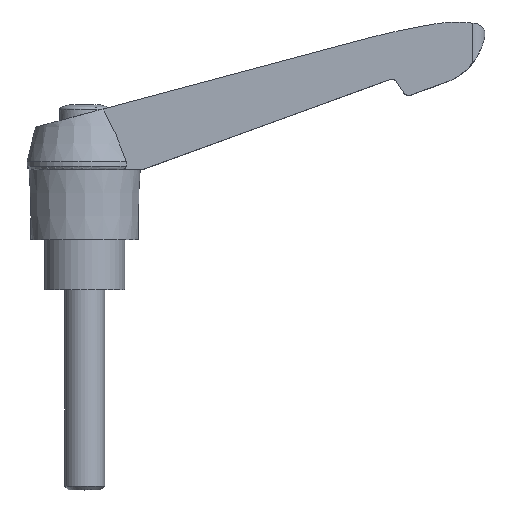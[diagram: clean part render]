
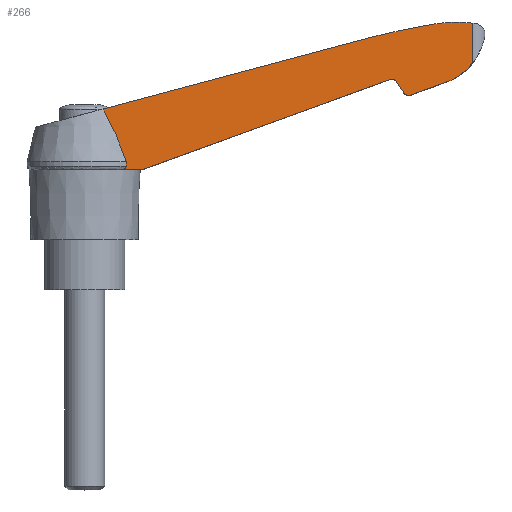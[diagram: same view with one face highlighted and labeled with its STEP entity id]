
A CAD part, top view. The second image highlights one B-rep face of the part: STEP entity #266.
In plain terms, the highlighted planar face has unit normal (0.034, 0, 0.999).
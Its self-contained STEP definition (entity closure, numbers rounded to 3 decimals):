
#266 = ADVANCED_FACE( '', ( #540 ), #541, .F. );
#540 = FACE_OUTER_BOUND( '', #809, .T. );
#541 = PLANE( '', #810 );
#809 = EDGE_LOOP( '', ( #1548, #1549, #1550, #1551, #1552, #1553, #1554, #1555, #1556, #1557, #1558, #1559, #1560, #1561, #1562 ) );
#810 = AXIS2_PLACEMENT_3D( '', #1563, #1564, #1565 );
#1548 = ORIENTED_EDGE( '', *, *, #1745, .F. );
#1549 = ORIENTED_EDGE( '', *, *, #1828, .T. );
#1550 = ORIENTED_EDGE( '', *, *, #1779, .F. );
#1551 = ORIENTED_EDGE( '', *, *, #1904, .F. );
#1552 = ORIENTED_EDGE( '', *, *, #1723, .T. );
#1553 = ORIENTED_EDGE( '', *, *, #1876, .F. );
#1554 = ORIENTED_EDGE( '', *, *, #1656, .F. );
#1555 = ORIENTED_EDGE( '', *, *, #1865, .F. );
#1556 = ORIENTED_EDGE( '', *, *, #1842, .F. );
#1557 = ORIENTED_EDGE( '', *, *, #1776, .F. );
#1558 = ORIENTED_EDGE( '', *, *, #1860, .F. );
#1559 = ORIENTED_EDGE( '', *, *, #1881, .F. );
#1560 = ORIENTED_EDGE( '', *, *, #1820, .F. );
#1561 = ORIENTED_EDGE( '', *, *, #1605, .F. );
#1562 = ORIENTED_EDGE( '', *, *, #1772, .F. );
#1563 = CARTESIAN_POINT( '', ( 0., 58.5, 8.22 ) );
#1564 = DIRECTION( '', ( -0.034, 0., -0.999 ) );
#1565 = DIRECTION( '', ( -0.999, 0., 0.034 ) );
#1605 = EDGE_CURVE( '', #1911, #1912, #1913, .T. );
#1656 = EDGE_CURVE( '', #2001, #1994, #2003, .T. );
#1723 = EDGE_CURVE( '', #2117, #2115, #2118, .T. );
#1745 = EDGE_CURVE( '', #2150, #2152, #2153, .T. );
#1772 = EDGE_CURVE( '', #2152, #1911, #2190, .T. );
#1776 = EDGE_CURVE( '', #2195, #2197, #2198, .T. );
#1779 = EDGE_CURVE( '', #2201, #2064, #2202, .T. );
#1820 = EDGE_CURVE( '', #1912, #2255, #2259, .T. );
#1828 = EDGE_CURVE( '', #2150, #2064, #2267, .T. );
#1842 = EDGE_CURVE( '', #2197, #2276, #2288, .T. );
#1860 = EDGE_CURVE( '', #2310, #2195, #2312, .T. );
#1865 = EDGE_CURVE( '', #2276, #2001, #2317, .T. );
#1876 = EDGE_CURVE( '', #1994, #2115, #2330, .T. );
#1881 = EDGE_CURVE( '', #2255, #2310, #2335, .T. );
#1904 = EDGE_CURVE( '', #2117, #2201, #2360, .T. );
#1911 = VERTEX_POINT( '', #2367 );
#1912 = VERTEX_POINT( '', #2368 );
#1913 = LINE( '', #2369, #2370 );
#1994 = VERTEX_POINT( '', #2493 );
#2001 = VERTEX_POINT( '', #2504 );
#2003 = ELLIPSE( '', #2507, 1.201, 1.2 );
#2064 = VERTEX_POINT( '', #2593 );
#2115 = VERTEX_POINT( '', #2661 );
#2117 = VERTEX_POINT( '', #2664 );
#2118 = ELLIPSE( '', #2665, 0.8, 0.8 );
#2150 = VERTEX_POINT( '', #2707 );
#2152 = VERTEX_POINT( '', #2709 );
#2153 = LINE( '', #2710, #2711 );
#2190 = B_SPLINE_CURVE_WITH_KNOTS( '', 3, ( #2772, #2773, #2774, #2775, #2776, #2777, #2778, #2779, #2780, #2781 ), .UNSPECIFIED., .F., .F., ( 4, 2, 2, 2, 4 ), ( 0., 0.006, 0.009, 0.01, 0.012 ), .UNSPECIFIED. );
#2195 = VERTEX_POINT( '', #2799 );
#2197 = VERTEX_POINT( '', #2804 );
#2198 = LINE( '', #2805, #2806 );
#2201 = VERTEX_POINT( '', #2828 );
#2202 = LINE( '', #2829, #2830 );
#2255 = VERTEX_POINT( '', #2902 );
#2259 = ELLIPSE( '', #2907, 157.091, 157. );
#2267 = B_SPLINE_CURVE_WITH_KNOTS( '', 3, ( #2916, #2917, #2918, #2919, #2920, #2921 ), .UNSPECIFIED., .F., .F., ( 4, 2, 4 ), ( 0., 0., 0.001 ), .UNSPECIFIED. );
#2276 = VERTEX_POINT( '', #2946 );
#2288 = ELLIPSE( '', #2979, 12.007, 12. );
#2310 = VERTEX_POINT( '', #3009 );
#2312 = ELLIPSE( '', #3012, 36.021, 36. );
#2317 = LINE( '', #3020, #3021 );
#2330 = LINE( '', #3037, #3038 );
#2335 = ELLIPSE( '', #3043, 30.017, 30. );
#2360 = LINE( '', #3085, #3086 );
#2367 = CARTESIAN_POINT( '', ( 3.725, 36.121, 8.093 ) );
#2368 = CARTESIAN_POINT( '', ( 56.5, 50.262, 6.299 ) );
#2369 = CARTESIAN_POINT( '', ( 56.335, 50.217, 6.304 ) );
#2370 = VECTOR( '', #3093, 1000. );
#2493 = CARTESIAN_POINT( '', ( 63.777, 39.333, 6.051 ) );
#2504 = CARTESIAN_POINT( '', ( 65.173, 38.89, 6.004 ) );
#2507 = AXIS2_PLACEMENT_3D( '', #3161, #3162, #3163 );
#2593 = CARTESIAN_POINT( '', ( 7.764, 24., 7.956 ) );
#2661 = CARTESIAN_POINT( '', ( 62.1, 41.746, 6.109 ) );
#2664 = CARTESIAN_POINT( '', ( 61.169, 42.042, 6.14 ) );
#2665 = AXIS2_PLACEMENT_3D( '', #3246, #3247, #3248 );
#2707 = CARTESIAN_POINT( '', ( 8.322, 24.664, 7.937 ) );
#2709 = CARTESIAN_POINT( '', ( 8.322, 25.6, 7.937 ) );
#2710 = CARTESIAN_POINT( '', ( 8.322, 72.299, 7.937 ) );
#2711 = VECTOR( '', #3277, 1000. );
#2772 = CARTESIAN_POINT( '', ( 8.322, 25.6, 7.937 ) );
#2773 = CARTESIAN_POINT( '', ( 7.686, 27.409, 7.958 ) );
#2774 = CARTESIAN_POINT( '', ( 7.019, 29.207, 7.981 ) );
#2775 = CARTESIAN_POINT( '', ( 5.912, 31.861, 8.019 ) );
#2776 = CARTESIAN_POINT( '', ( 5.526, 32.738, 8.032 ) );
#2777 = CARTESIAN_POINT( '', ( 4.898, 34.032, 8.053 ) );
#2778 = CARTESIAN_POINT( '', ( 4.68, 34.459, 8.06 ) );
#2779 = CARTESIAN_POINT( '', ( 4.223, 35.301, 8.076 ) );
#2780 = CARTESIAN_POINT( '', ( 3.982, 35.717, 8.084 ) );
#2781 = CARTESIAN_POINT( '', ( 3.725, 36.121, 8.093 ) );
#2799 = CARTESIAN_POINT( '', ( 77.585, 53.244, 5.582 ) );
#2804 = CARTESIAN_POINT( '', ( 77.585, 45.336, 5.582 ) );
#2805 = CARTESIAN_POINT( '', ( 77.585, 58.5, 5.582 ) );
#2806 = VECTOR( '', #3305, 1000. );
#2828 = CARTESIAN_POINT( '', ( 11.6, 24., 7.825 ) );
#2829 = CARTESIAN_POINT( '', ( -0.111, 24., 8.223 ) );
#2830 = VECTOR( '', #3306, 1000. );
#2902 = CARTESIAN_POINT( '', ( 69.3, 53., 5.864 ) );
#2907 = AXIS2_PLACEMENT_3D( '', #3366, #3367, #3368 );
#2916 = CARTESIAN_POINT( '', ( 8.322, 24.664, 7.937 ) );
#2917 = CARTESIAN_POINT( '', ( 8.276, 24.522, 7.938 ) );
#2918 = CARTESIAN_POINT( '', ( 8.2, 24.396, 7.941 ) );
#2919 = CARTESIAN_POINT( '', ( 8.005, 24.172, 7.947 ) );
#2920 = CARTESIAN_POINT( '', ( 7.89, 24.079, 7.951 ) );
#2921 = CARTESIAN_POINT( '', ( 7.764, 24., 7.956 ) );
#2946 = CARTESIAN_POINT( '', ( 73., 41.739, 5.738 ) );
#2979 = AXIS2_PLACEMENT_3D( '', #3385, #3386, #3387 );
#3009 = CARTESIAN_POINT( '', ( 74.8, 53.5, 5.677 ) );
#3012 = AXIS2_PLACEMENT_3D( '', #3403, #3404, #3405 );
#3020 = CARTESIAN_POINT( '', ( 65.008, 38.83, 6.01 ) );
#3021 = VECTOR( '', #3409, 1000. );
#3037 = CARTESIAN_POINT( '', ( 62.04, 41.832, 6.111 ) );
#3038 = VECTOR( '', #3425, 1000. );
#3043 = AXIS2_PLACEMENT_3D( '', #3432, #3433, #3434 );
#3085 = CARTESIAN_POINT( '', ( 11.49, 23.96, 7.829 ) );
#3086 = VECTOR( '', #3448, 1000. );
#3093 = DIRECTION( '', ( 0.965, 0.259, -0.033 ) );
#3161 = CARTESIAN_POINT( '', ( 64.762, 40.018, 6.018 ) );
#3162 = DIRECTION( '', ( -0.034, 0., -0.999 ) );
#3163 = DIRECTION( '', ( 0.999, 0., -0.034 ) );
#3246 = CARTESIAN_POINT( '', ( 61.443, 41.29, 6.131 ) );
#3247 = DIRECTION( '', ( -0.034, 0., -0.999 ) );
#3248 = DIRECTION( '', ( 0.999, 0., -0.034 ) );
#3277 = DIRECTION( '', ( 0., 1., 0. ) );
#3305 = DIRECTION( '', ( 0., -1., 0. ) );
#3306 = DIRECTION( '', ( -0.999, 0., 0.034 ) );
#3366 = CARTESIAN_POINT( '', ( 95.717, -101.762, 4.966 ) );
#3367 = DIRECTION( '', ( -0.034, 0., -0.999 ) );
#3368 = DIRECTION( '', ( 0.999, 0., -0.034 ) );
#3385 = CARTESIAN_POINT( '', ( 68.107, 52.696, 5.904 ) );
#3386 = DIRECTION( '', ( -0.034, 0., -0.999 ) );
#3387 = DIRECTION( '', ( 0.999, 0., -0.034 ) );
#3403 = CARTESIAN_POINT( '', ( 72.905, 17.55, 5.741 ) );
#3404 = DIRECTION( '', ( -0.034, 0., -0.999 ) );
#3405 = DIRECTION( '', ( 0.999, 0., -0.034 ) );
#3409 = DIRECTION( '', ( -0.939, -0.342, 0.032 ) );
#3425 = DIRECTION( '', ( -0.571, 0.821, 0.019 ) );
#3432 = CARTESIAN_POINT( '', ( 74.755, 23.5, 5.678 ) );
#3433 = DIRECTION( '', ( -0.034, 0., -0.999 ) );
#3434 = DIRECTION( '', ( 0.999, 0., -0.034 ) );
#3448 = DIRECTION( '', ( -0.939, -0.342, 0.032 ) );
